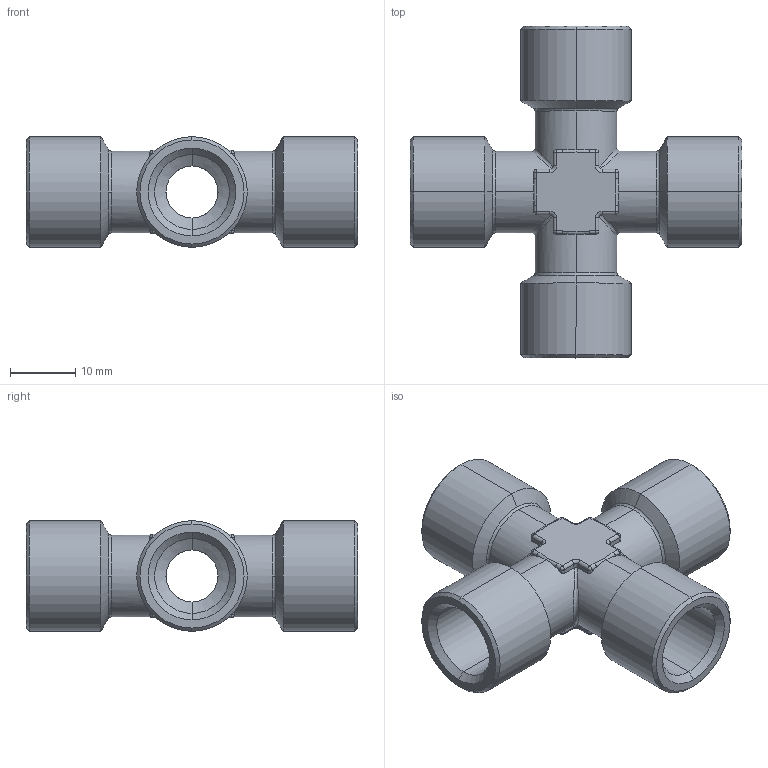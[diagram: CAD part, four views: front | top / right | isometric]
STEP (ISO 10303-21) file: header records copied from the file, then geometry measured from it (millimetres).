
FILE_DESCRIPTION (( 'STEP AP203' ), '1' );
FILE_NAME ('05160002.STEP', '2010-09-13T11:29:20', ( 'Flavio' ), ( '' ), 'SwSTEP 2.0', 'SolidWorks 2009', '' );
FILE_SCHEMA (( 'CONFIG_CONTROL_DESIGN' ));
Length unit declared in the file: millimetre
Products named in the file (1): 05160002
Bounding box: 51 x 51 x 17 mm (x, y, z)
Volume: 9100.8 mm3; surface area: 7628.7 mm2
Topology: 1 solids, 1 shells, 202 faces, 488 edges, 270 vertices
Faces by surface type: cylinder 88, plane 38, cone 32, torus 16, sphere 16, bspline 12
Entity records: 7313 total; most frequent: CARTESIAN_POINT 2653, DIRECTION 1014, ORIENTED_EDGE 944, EDGE_CURVE 472, AXIS2_PLACEMENT_3D 411, VERTEX_POINT 270, CIRCLE 220, EDGE_LOOP 206
